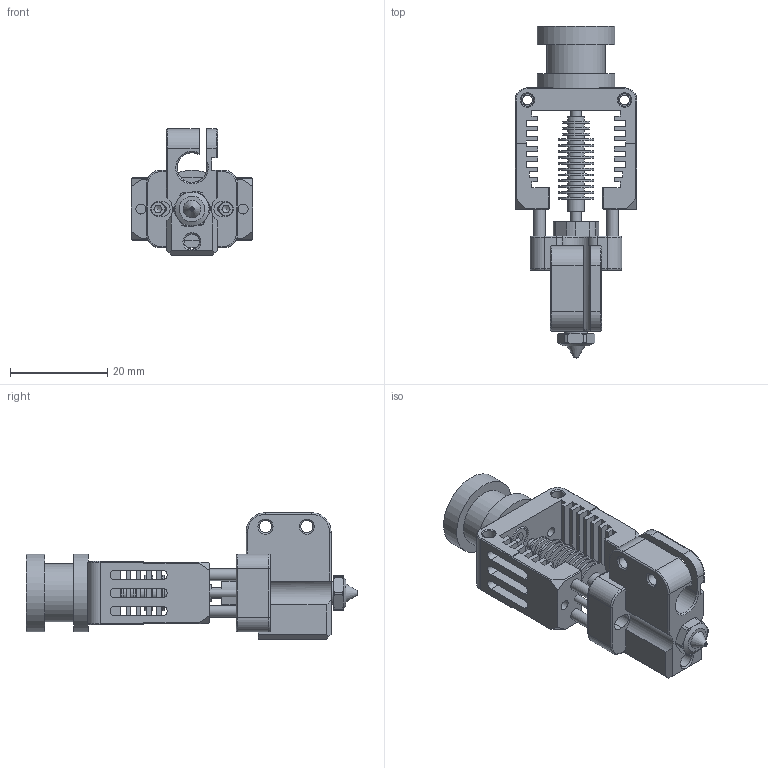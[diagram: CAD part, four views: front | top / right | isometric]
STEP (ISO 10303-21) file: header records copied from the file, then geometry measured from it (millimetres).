
FILE_DESCRIPTION(/* description */ (''),/* implementation_level */ '2;1');
FILE_NAME(/* name */ 'NF-Crazy-Volcano.step',/* time_stamp */ '2024-03-31T15:01:21-04:00',/* author */ (''),/* organization */ (''),/* preprocessor_version */ 'ST-DEVELOPER v20',/* originating_system */ 'Autodesk Translation Framework v12.20.1.177',/* authorisation */ '');
FILE_SCHEMA (('AUTOMOTIVE_DESIGN { 1 0 10303 214 3 1 1 }'));
Length unit declared in the file: millimetre
Products named in the file (12): NF-Crazy-Volcano; Åç×ìesentationRefs; slice-sr-01ÍâÉ¢; slice-jrq£¨R£©×ÏÍ­¼
Ó; NF Mosquito volcano hot block-A; Mellow NF-Crazy-A - Fitting tip; Nozzle; socket head cap screw_din_DIN 912 M1.6 x 10 --- 10N; socket head cap screw_din_DIN 912 M2.5 x 5 --- 5N; slice-hgºí¨Š; slice-sr-02£¨R£©-2×ÏÍ­; slice-dzµ¼
Assembly tree (16 placements, depth 2):
  NF-Crazy-Volcano
    Åç×ìesentationRefs
    slice-dzµ¼  x4
    slice-sr-01ÍâÉ¢
    slice-jrq£¨R£©×ÏÍ­¼
Ó
    NF Mosquito volcano hot block-A
    Mellow NF-Crazy-A - Fitting tip
    socket head cap screw_din_DIN 912 M1.6 x 10 --- 10N  x2
    socket head cap screw_din_DIN 912 M2.5 x 5 --- 5N  x2
    Nozzle
    slice-hgºí¨Š
    slice-sr-02£¨R£©-2×ÏÍ­
Bounding box: 25 x 68.2 x 26 mm (x, y, z)
Volume: 9968.3 mm3; surface area: 13243.9 mm2
Topology: 16 solids, 16 shells, 859 faces, 2166 edges, 1368 vertices
Faces by surface type: plane 501, cylinder 201, bspline 75, cone 55, torus 27
Full cylindrical faces by diameter (mm): 0.4 x2, 1 x4, 1.25 x2, 1.6 x2, 1.9 x1, 2 x7, 2.05 x8, 2.18 x3, 2.2 x1, 2.35 x4, 2.38 x4, 2.4 x8, 2.5 x5, 2.6 x4, 2.8 x2, 3 x2, 3.1 x1, 3.2 x2, 3.4 x15, 4.1 x1, 4.5 x2, 4.7 x1, 4.8 x1, 5 x3, 5.188 x1, 5.4 x3, 6 x15, 6.5 x1, 7.4 x11, 8 x1
Entity records: 28274 total; most frequent: CARTESIAN_POINT 8407, ORIENTED_EDGE 4108, DIRECTION 3838, EDGE_CURVE 2054, LINE 1350, VECTOR 1350, VERTEX_POINT 1302, AXIS2_PLACEMENT_3D 1244
